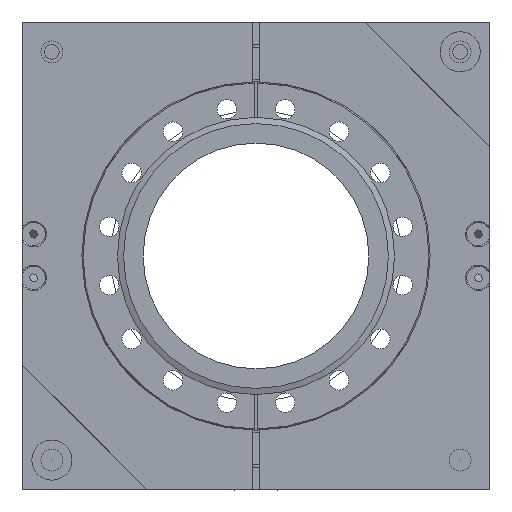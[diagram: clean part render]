
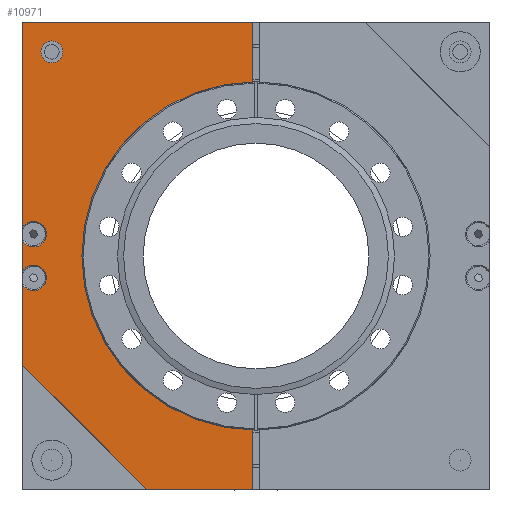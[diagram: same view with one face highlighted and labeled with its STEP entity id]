
A CAD part, front view. The second image highlights one B-rep face of the part: STEP entity #10971.
In plain terms, the highlighted planar face has unit normal (0, -1, 0).
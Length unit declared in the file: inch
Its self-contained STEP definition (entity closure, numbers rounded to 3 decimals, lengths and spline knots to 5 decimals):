
#306=FACE_BOUND('',#1604,.T.);
#496=PLANE('',#11884);
#1051=FACE_OUTER_BOUND('',#1603,.T.);
#1603=EDGE_LOOP('',(#8490,#8491,#8492,#8493,#8494,#8495,#8496,#8497,#8498,
#8499,#8500,#8501,#8502));
#1604=EDGE_LOOP('',(#8503,#8504));
#2343=LINE('',#19026,#3122);
#2347=LINE('',#19036,#3126);
#2350=LINE('',#19042,#3129);
#2353=LINE('',#19049,#3132);
#2357=LINE('',#19056,#3136);
#2358=LINE('',#19057,#3137);
#2362=LINE('',#19061,#3141);
#2364=LINE('',#19069,#3143);
#3122=VECTOR('',#13914,39.37008);
#3126=VECTOR('',#13922,39.37008);
#3129=VECTOR('',#13927,39.37008);
#3132=VECTOR('',#13932,39.37008);
#3136=VECTOR('',#13938,39.37008);
#3137=VECTOR('',#13939,39.37008);
#3141=VECTOR('',#13943,39.37008);
#3143=VECTOR('',#13953,39.37008);
#3799=CIRCLE('',#11847,0.1875);
#3800=CIRCLE('',#11848,0.1875);
#3809=CIRCLE('',#11859,0.219);
#3810=CIRCLE('',#11860,0.219);
#3819=CIRCLE('',#11874,0.219);
#3820=CIRCLE('',#11875,0.219);
#3823=CIRCLE('',#11885,2.875);
#4756=VERTEX_POINT('',#18948);
#4757=VERTEX_POINT('',#18949);
#4767=VERTEX_POINT('',#18976);
#4768=VERTEX_POINT('',#18978);
#4769=VERTEX_POINT('',#18980);
#4781=VERTEX_POINT('',#19014);
#4782=VERTEX_POINT('',#19016);
#4783=VERTEX_POINT('',#19018);
#4784=VERTEX_POINT('',#19024);
#4785=VERTEX_POINT('',#19025);
#4789=VERTEX_POINT('',#19035);
#4791=VERTEX_POINT('',#19041);
#4793=VERTEX_POINT('',#19047);
#4794=VERTEX_POINT('',#19048);
#4798=VERTEX_POINT('',#19067);
#6211=EDGE_CURVE('',#4756,#4757,#3799,.T.);
#6212=EDGE_CURVE('',#4757,#4756,#3800,.T.);
#6225=EDGE_CURVE('',#4767,#4768,#3809,.T.);
#6227=EDGE_CURVE('',#4769,#4767,#3810,.T.);
#6242=EDGE_CURVE('',#4781,#4782,#3819,.T.);
#6244=EDGE_CURVE('',#4783,#4781,#3820,.T.);
#6245=EDGE_CURVE('',#4784,#4785,#2343,.T.);
#6250=EDGE_CURVE('',#4785,#4789,#2347,.T.);
#6253=EDGE_CURVE('',#4789,#4791,#2350,.T.);
#6256=EDGE_CURVE('',#4793,#4794,#2353,.T.);
#6260=EDGE_CURVE('',#4782,#4769,#2357,.T.);
#6261=EDGE_CURVE('',#4768,#4793,#2358,.T.);
#6265=EDGE_CURVE('',#4791,#4783,#2362,.T.);
#6268=EDGE_CURVE('',#4798,#4784,#3823,.T.);
#6269=EDGE_CURVE('',#4794,#4798,#2364,.T.);
#8490=ORIENTED_EDGE('',*,*,#6261,.F.);
#8491=ORIENTED_EDGE('',*,*,#6225,.F.);
#8492=ORIENTED_EDGE('',*,*,#6227,.F.);
#8493=ORIENTED_EDGE('',*,*,#6260,.F.);
#8494=ORIENTED_EDGE('',*,*,#6242,.F.);
#8495=ORIENTED_EDGE('',*,*,#6244,.F.);
#8496=ORIENTED_EDGE('',*,*,#6265,.F.);
#8497=ORIENTED_EDGE('',*,*,#6253,.F.);
#8498=ORIENTED_EDGE('',*,*,#6250,.F.);
#8499=ORIENTED_EDGE('',*,*,#6245,.F.);
#8500=ORIENTED_EDGE('',*,*,#6268,.F.);
#8501=ORIENTED_EDGE('',*,*,#6269,.F.);
#8502=ORIENTED_EDGE('',*,*,#6256,.F.);
#8503=ORIENTED_EDGE('',*,*,#6211,.T.);
#8504=ORIENTED_EDGE('',*,*,#6212,.T.);
#10971=ADVANCED_FACE('',(#1051,#306),#496,.F.);
#11847=AXIS2_PLACEMENT_3D('',#18950,#13848,#13849);
#11848=AXIS2_PLACEMENT_3D('',#18951,#13850,#13851);
#11859=AXIS2_PLACEMENT_3D('',#18979,#13875,#13876);
#11860=AXIS2_PLACEMENT_3D('',#18984,#13877,#13878);
#11874=AXIS2_PLACEMENT_3D('',#19017,#13908,#13909);
#11875=AXIS2_PLACEMENT_3D('',#19022,#13910,#13911);
#11884=AXIS2_PLACEMENT_3D('',#19066,#13949,#13950);
#11885=AXIS2_PLACEMENT_3D('',#19068,#13951,#13952);
#13848=DIRECTION('center_axis',(0.,1.,0.));
#13849=DIRECTION('ref_axis',(0.,0.,1.));
#13850=DIRECTION('center_axis',(0.,1.,0.));
#13851=DIRECTION('ref_axis',(0.,0.,1.));
#13875=DIRECTION('center_axis',(0.,-1.,0.));
#13876=DIRECTION('ref_axis',(0.,0.,-1.));
#13877=DIRECTION('center_axis',(0.,-1.,0.));
#13878=DIRECTION('ref_axis',(0.,0.,-1.));
#13908=DIRECTION('center_axis',(0.,-1.,0.));
#13909=DIRECTION('ref_axis',(0.,0.,-1.));
#13910=DIRECTION('center_axis',(0.,-1.,0.));
#13911=DIRECTION('ref_axis',(0.,0.,-1.));
#13914=DIRECTION('',(0.,0.,-1.));
#13922=DIRECTION('',(-1.,0.,0.));
#13927=DIRECTION('',(-0.707,0.,0.707));
#13932=DIRECTION('',(1.,0.,0.));
#13938=DIRECTION('',(0.,0.,1.));
#13939=DIRECTION('',(0.,0.,1.));
#13943=DIRECTION('',(0.,0.,1.));
#13949=DIRECTION('center_axis',(0.,1.,0.));
#13950=DIRECTION('ref_axis',(0.,0.,1.));
#13951=DIRECTION('center_axis',(0.,-1.,0.));
#13952=DIRECTION('ref_axis',(0.,0.,1.));
#13953=DIRECTION('',(0.,0.,-1.));
#18948=CARTESIAN_POINT('',(-3.5,0.125,3.6875));
#18949=CARTESIAN_POINT('',(-3.5,0.125,3.3125));
#18950=CARTESIAN_POINT('Origin',(-3.5,0.125,3.5));
#18951=CARTESIAN_POINT('Origin',(-3.5,0.125,3.5));
#18976=CARTESIAN_POINT('',(-3.813,0.125,0.594));
#18978=CARTESIAN_POINT('',(-4.,0.125,0.48898));
#18979=CARTESIAN_POINT('Origin',(-3.813,0.125,0.375));
#18980=CARTESIAN_POINT('',(-4.,0.125,0.26102));
#18984=CARTESIAN_POINT('Origin',(-3.813,0.125,0.375));
#19014=CARTESIAN_POINT('',(-3.813,0.125,-0.156));
#19016=CARTESIAN_POINT('',(-4.,0.125,-0.26102));
#19017=CARTESIAN_POINT('Origin',(-3.813,0.125,-0.375));
#19018=CARTESIAN_POINT('',(-4.,0.125,-0.48898));
#19022=CARTESIAN_POINT('Origin',(-3.813,0.125,-0.375));
#19024=CARTESIAN_POINT('',(-0.063,0.125,-2.87431));
#19025=CARTESIAN_POINT('',(-0.063,0.125,-4.));
#19026=CARTESIAN_POINT('',(-0.063,0.125,-4.));
#19035=CARTESIAN_POINT('',(-1.875,0.125,-4.));
#19036=CARTESIAN_POINT('',(-1.875,0.125,-4.));
#19041=CARTESIAN_POINT('',(-4.,0.125,-1.875));
#19042=CARTESIAN_POINT('',(-1.875,0.125,-4.));
#19047=CARTESIAN_POINT('',(-4.,0.125,4.));
#19048=CARTESIAN_POINT('',(-0.063,0.125,4.));
#19049=CARTESIAN_POINT('',(-4.,0.125,4.));
#19056=CARTESIAN_POINT('',(-4.,0.125,-1.875));
#19057=CARTESIAN_POINT('',(-4.,0.125,-1.875));
#19061=CARTESIAN_POINT('',(-4.,0.125,-1.875));
#19066=CARTESIAN_POINT('Origin',(0.,0.125,0.));
#19067=CARTESIAN_POINT('',(-0.063,0.125,2.87431));
#19068=CARTESIAN_POINT('Origin',(0.,0.125,0.));
#19069=CARTESIAN_POINT('',(-0.063,0.125,2.87431));
